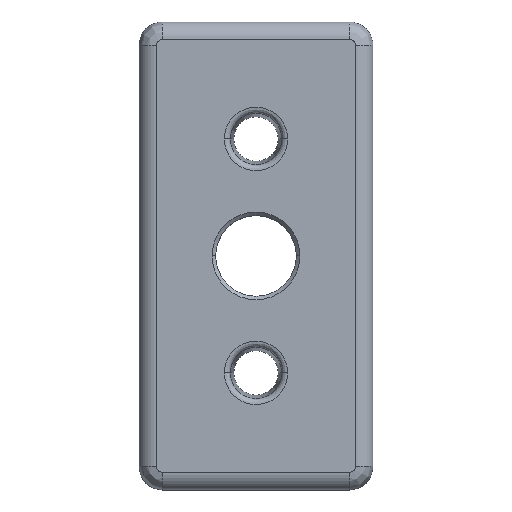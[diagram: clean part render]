
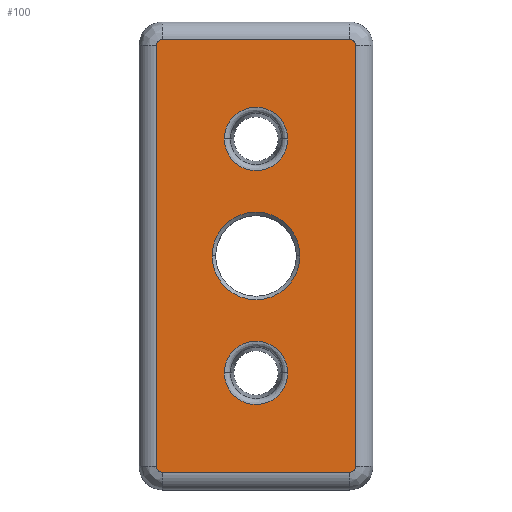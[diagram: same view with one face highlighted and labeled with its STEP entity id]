
A CAD part, top view. The second image highlights one B-rep face of the part: STEP entity #100.
In plain terms, the highlighted planar face has unit normal (0, 0, 1).
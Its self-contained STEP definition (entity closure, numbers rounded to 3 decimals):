
#100=ADVANCED_FACE('',(#427,#428,#429,#430),#431,.F.);
#427=FACE_OUTER_BOUND('',#1375,.T.);
#428=FACE_BOUND('',#1376,.T.);
#429=FACE_BOUND('',#1377,.T.);
#430=FACE_BOUND('',#1378,.T.);
#431=PLANE('',#1379);
#1375=EDGE_LOOP('',(#4501,#4502,#4503,#4504,#4505,#4506,#4507,#4508));
#1376=EDGE_LOOP('',(#4509,#4510));
#1377=EDGE_LOOP('',(#4511,#4512));
#1378=EDGE_LOOP('',(#4513,#4514));
#1379=AXIS2_PLACEMENT_3D('',#4515,#4516,#4517);
#4501=ORIENTED_EDGE('',*,*,#6318,.F.);
#4502=ORIENTED_EDGE('',*,*,#6319,.F.);
#4503=ORIENTED_EDGE('',*,*,#6320,.F.);
#4504=ORIENTED_EDGE('',*,*,#6321,.F.);
#4505=ORIENTED_EDGE('',*,*,#6322,.F.);
#4506=ORIENTED_EDGE('',*,*,#6323,.F.);
#4507=ORIENTED_EDGE('',*,*,#6324,.F.);
#4508=ORIENTED_EDGE('',*,*,#6325,.F.);
#4509=ORIENTED_EDGE('',*,*,#6223,.F.);
#4510=ORIENTED_EDGE('',*,*,#6326,.F.);
#4511=ORIENTED_EDGE('',*,*,#6227,.F.);
#4512=ORIENTED_EDGE('',*,*,#6327,.F.);
#4513=ORIENTED_EDGE('',*,*,#6328,.F.);
#4514=ORIENTED_EDGE('',*,*,#6291,.F.);
#4515=CARTESIAN_POINT('',(20.0,40.0,16.0));
#4516=DIRECTION('',(0.0,0.0,-1.0));
#4517=DIRECTION('',(0.0,-1.0,0.0));
#6223=EDGE_CURVE('',#6893,#6894,#6895,.T.);
#6227=EDGE_CURVE('',#6901,#6902,#6903,.T.);
#6291=EDGE_CURVE('',#7026,#7028,#7029,.T.);
#6318=EDGE_CURVE('',#7078,#7079,#7080,.T.);
#6319=EDGE_CURVE('',#7081,#7078,#7082,.T.);
#6320=EDGE_CURVE('',#7083,#7081,#7084,.T.);
#6321=EDGE_CURVE('',#7085,#7083,#7086,.T.);
#6322=EDGE_CURVE('',#7087,#7085,#7088,.T.);
#6323=EDGE_CURVE('',#7089,#7087,#7090,.T.);
#6324=EDGE_CURVE('',#7091,#7089,#7092,.T.);
#6325=EDGE_CURVE('',#7079,#7091,#7093,.T.);
#6326=EDGE_CURVE('',#6894,#6893,#7094,.T.);
#6327=EDGE_CURVE('',#6902,#6901,#7095,.T.);
#6328=EDGE_CURVE('',#7028,#7026,#7096,.T.);
#6893=VERTEX_POINT('',#7932);
#6894=VERTEX_POINT('',#7933);
#6895=(B_SPLINE_CURVE(3,(#7935,#7936,#7937,#7938),.UNSPECIFIED.,.F.,.F.)B_SPLINE_CURVE_WITH_KNOTS((4,4),(0.0,1.0),.UNSPECIFIED.)RATIONAL_B_SPLINE_CURVE((1.0,0.333,0.333,1.0))BOUNDED_CURVE()REPRESENTATION_ITEM('')GEOMETRIC_REPRESENTATION_ITEM()CURVE());
#6901=VERTEX_POINT('',#7950);
#6902=VERTEX_POINT('',#7951);
#6903=(B_SPLINE_CURVE(3,(#7953,#7954,#7955,#7956),.UNSPECIFIED.,.F.,.F.)B_SPLINE_CURVE_WITH_KNOTS((4,4),(0.0,1.0),.UNSPECIFIED.)RATIONAL_B_SPLINE_CURVE((1.0,0.333,0.333,1.0))BOUNDED_CURVE()REPRESENTATION_ITEM('')GEOMETRIC_REPRESENTATION_ITEM()CURVE());
#7026=VERTEX_POINT('',#8095);
#7028=VERTEX_POINT('',#8098);
#7029=CIRCLE('',#8099,7.5);
#7078=VERTEX_POINT('',#8163);
#7079=VERTEX_POINT('',#8164);
#7080=(B_SPLINE_CURVE(3,(#8166,#8167,#8168,#8169),.UNSPECIFIED.,.F.,.F.)B_SPLINE_CURVE_WITH_KNOTS((4,4),(0.0,1.0),.UNSPECIFIED.)RATIONAL_B_SPLINE_CURVE((1.0,0.805,0.805,1.0))BOUNDED_CURVE()REPRESENTATION_ITEM('')GEOMETRIC_REPRESENTATION_ITEM()CURVE());
#7081=VERTEX_POINT('',#8176);
#7082=LINE('',#8177,#8178);
#7083=VERTEX_POINT('',#8179);
#7084=(B_SPLINE_CURVE(3,(#8181,#8182,#8183,#8184),.UNSPECIFIED.,.F.,.F.)B_SPLINE_CURVE_WITH_KNOTS((4,4),(0.0,1.0),.UNSPECIFIED.)RATIONAL_B_SPLINE_CURVE((1.0,0.805,0.805,1.0))BOUNDED_CURVE()REPRESENTATION_ITEM('')GEOMETRIC_REPRESENTATION_ITEM()CURVE());
#7085=VERTEX_POINT('',#8191);
#7086=LINE('',#8192,#8193);
#7087=VERTEX_POINT('',#8194);
#7088=(B_SPLINE_CURVE(3,(#8196,#8197,#8198,#8199),.UNSPECIFIED.,.F.,.F.)B_SPLINE_CURVE_WITH_KNOTS((4,4),(0.0,1.0),.UNSPECIFIED.)RATIONAL_B_SPLINE_CURVE((1.0,0.805,0.805,1.0))BOUNDED_CURVE()REPRESENTATION_ITEM('')GEOMETRIC_REPRESENTATION_ITEM()CURVE());
#7089=VERTEX_POINT('',#8206);
#7090=LINE('',#8207,#8208);
#7091=VERTEX_POINT('',#8209);
#7092=(B_SPLINE_CURVE(3,(#8211,#8212,#8213,#8214),.UNSPECIFIED.,.F.,.F.)B_SPLINE_CURVE_WITH_KNOTS((4,4),(0.0,1.0),.UNSPECIFIED.)RATIONAL_B_SPLINE_CURVE((1.0,0.805,0.805,1.0))BOUNDED_CURVE()REPRESENTATION_ITEM('')GEOMETRIC_REPRESENTATION_ITEM()CURVE());
#7093=LINE('',#8221,#8222);
#7094=(B_SPLINE_CURVE(3,(#8224,#8225,#8226,#8227),.UNSPECIFIED.,.F.,.F.)B_SPLINE_CURVE_WITH_KNOTS((4,4),(0.0,1.0),.UNSPECIFIED.)RATIONAL_B_SPLINE_CURVE((1.0,0.333,0.333,1.0))BOUNDED_CURVE()REPRESENTATION_ITEM('')GEOMETRIC_REPRESENTATION_ITEM()CURVE());
#7095=(B_SPLINE_CURVE(3,(#8235,#8236,#8237,#8238),.UNSPECIFIED.,.F.,.F.)B_SPLINE_CURVE_WITH_KNOTS((4,4),(0.0,1.0),.UNSPECIFIED.)RATIONAL_B_SPLINE_CURVE((1.0,0.333,0.333,1.0))BOUNDED_CURVE()REPRESENTATION_ITEM('')GEOMETRIC_REPRESENTATION_ITEM()CURVE());
#7096=CIRCLE('',#8245,7.5);
#7932=CARTESIAN_POINT('',(-5.416,-20.0,16.0));
#7933=CARTESIAN_POINT('',(5.416,-20.0,16.0));
#7935=CARTESIAN_POINT('',(-5.416,-20.0,16.0));
#7936=CARTESIAN_POINT('',(-5.416,-30.833,16.0));
#7937=CARTESIAN_POINT('',(5.416,-30.833,16.0));
#7938=CARTESIAN_POINT('',(5.416,-20.0,16.0));
#7950=CARTESIAN_POINT('',(-5.416,20.0,16.0));
#7951=CARTESIAN_POINT('',(5.416,20.0,16.0));
#7953=CARTESIAN_POINT('',(-5.416,20.0,16.0));
#7954=CARTESIAN_POINT('',(-5.416,9.167,16.0));
#7955=CARTESIAN_POINT('',(5.416,9.167,16.0));
#7956=CARTESIAN_POINT('',(5.416,20.0,16.0));
#8095=CARTESIAN_POINT('',(-7.5,0.,16.));
#8098=CARTESIAN_POINT('',(7.5,0.0,16.));
#8099=AXIS2_PLACEMENT_3D('',#10555,#10556,#10557);
#8163=CARTESIAN_POINT('',(17.0,-36.0,16.0));
#8164=CARTESIAN_POINT('',(16.0,-37.0,16.0));
#8166=CARTESIAN_POINT('',(17.0,-36.0,16.0));
#8167=CARTESIAN_POINT('',(17.0,-36.586,16.0));
#8168=CARTESIAN_POINT('',(16.586,-37.0,16.0));
#8169=CARTESIAN_POINT('',(16.0,-37.0,16.0));
#8176=CARTESIAN_POINT('',(17.0,36.0,16.0));
#8177=CARTESIAN_POINT('',(17.0,40.0,16.0));
#8178=VECTOR('',#10606,1000.0);
#8179=CARTESIAN_POINT('',(16.0,37.0,16.0));
#8181=CARTESIAN_POINT('',(16.0,37.0,16.0));
#8182=CARTESIAN_POINT('',(16.586,37.0,16.0));
#8183=CARTESIAN_POINT('',(17.0,36.586,16.0));
#8184=CARTESIAN_POINT('',(17.0,36.0,16.0));
#8191=CARTESIAN_POINT('',(-16.0,37.0,16.0));
#8192=CARTESIAN_POINT('',(20.0,37.0,16.0));
#8193=VECTOR('',#10607,1000.0);
#8194=CARTESIAN_POINT('',(-17.0,36.0,16.0));
#8196=CARTESIAN_POINT('',(-17.0,36.0,16.0));
#8197=CARTESIAN_POINT('',(-17.0,36.586,16.0));
#8198=CARTESIAN_POINT('',(-16.586,37.0,16.0));
#8199=CARTESIAN_POINT('',(-16.0,37.0,16.0));
#8206=CARTESIAN_POINT('',(-17.0,-36.0,16.0));
#8207=CARTESIAN_POINT('',(-17.0,40.0,16.0));
#8208=VECTOR('',#10608,1000.0);
#8209=CARTESIAN_POINT('',(-16.0,-37.0,16.0));
#8211=CARTESIAN_POINT('',(-16.0,-37.0,16.0));
#8212=CARTESIAN_POINT('',(-16.586,-37.0,16.0));
#8213=CARTESIAN_POINT('',(-17.0,-36.586,16.0));
#8214=CARTESIAN_POINT('',(-17.0,-36.0,16.0));
#8221=CARTESIAN_POINT('',(20.0,-37.0,16.0));
#8222=VECTOR('',#10609,1000.0);
#8224=CARTESIAN_POINT('',(5.416,-20.0,16.0));
#8225=CARTESIAN_POINT('',(5.416,-9.167,16.0));
#8226=CARTESIAN_POINT('',(-5.416,-9.167,16.0));
#8227=CARTESIAN_POINT('',(-5.416,-20.0,16.0));
#8235=CARTESIAN_POINT('',(5.416,20.0,16.0));
#8236=CARTESIAN_POINT('',(5.416,30.833,16.0));
#8237=CARTESIAN_POINT('',(-5.416,30.833,16.0));
#8238=CARTESIAN_POINT('',(-5.416,20.0,16.0));
#8245=AXIS2_PLACEMENT_3D('',#10610,#10611,#10612);
#10555=CARTESIAN_POINT('',(0.0,0.0,16.));
#10556=DIRECTION('',(0.0,-0.0,1.0));
#10557=DIRECTION('',(1.0,0.0,0.0));
#10606=DIRECTION('',(-0.0,-1.0,-0.0));
#10607=DIRECTION('',(1.0,-0.0,0.0));
#10608=DIRECTION('',(0.0,1.0,0.0));
#10609=DIRECTION('',(-1.0,0.0,-0.0));
#10610=CARTESIAN_POINT('',(0.0,0.0,16.));
#10611=DIRECTION('',(0.0,-0.0,1.0));
#10612=DIRECTION('',(1.0,0.0,0.0));
